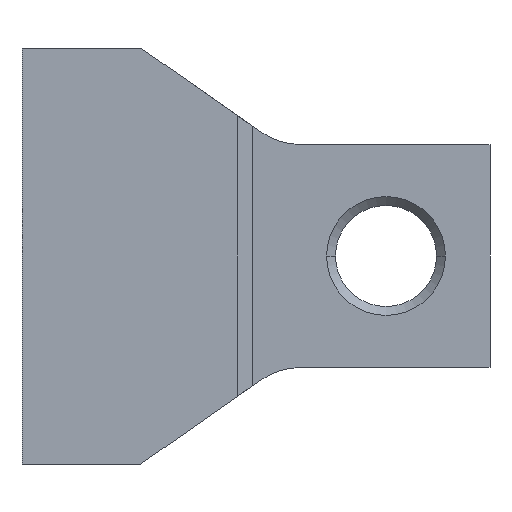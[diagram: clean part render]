
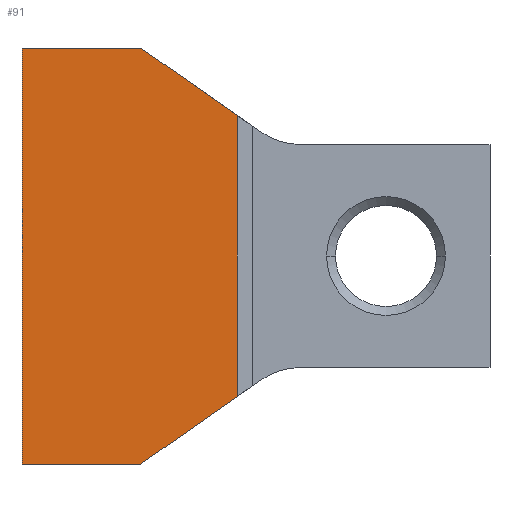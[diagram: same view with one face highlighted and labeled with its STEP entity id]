
A CAD part, front view. The second image highlights one B-rep face of the part: STEP entity #91.
In plain terms, the highlighted planar face has unit normal (0, -1, 0).
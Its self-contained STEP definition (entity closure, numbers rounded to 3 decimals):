
#91=ADVANCED_FACE('NONE',(#199),#200,.F.);
#199=FACE_OUTER_BOUND('',#326,.T.);
#200=PLANE('',#327);
#326=EDGE_LOOP('',(#533,#534,#535,#536,#537,#538));
#327=AXIS2_PLACEMENT_3D('',#539,#540,#541);
#533=ORIENTED_EDGE('',*,*,#830,.T.);
#534=ORIENTED_EDGE('',*,*,#831,.F.);
#535=ORIENTED_EDGE('',*,*,#832,.T.);
#536=ORIENTED_EDGE('',*,*,#833,.T.);
#537=ORIENTED_EDGE('',*,*,#834,.T.);
#538=ORIENTED_EDGE('',*,*,#835,.F.);
#539=CARTESIAN_POINT('',(0.0,0.0,14.0));
#540=DIRECTION('',(0.,1.0,0.));
#541=DIRECTION('',(1.0,0.0,0.));
#830=EDGE_CURVE('NONE',#1012,#1013,#1014,.T.);
#831=EDGE_CURVE('NONE',#1015,#1013,#1016,.T.);
#832=EDGE_CURVE('NONE',#1015,#1017,#1018,.T.);
#833=EDGE_CURVE('NONE',#1017,#1019,#1020,.T.);
#834=EDGE_CURVE('NONE',#1019,#1021,#1022,.T.);
#835=EDGE_CURVE('NONE',#1012,#1021,#1023,.T.);
#1012=VERTEX_POINT('NONE',#1257);
#1013=VERTEX_POINT('NONE',#1258);
#1014=LINE('',#1259,#1260);
#1015=VERTEX_POINT('NONE',#1261);
#1016=LINE('',#1262,#1263);
#1017=VERTEX_POINT('NONE',#1264);
#1018=LINE('',#1265,#1266);
#1019=VERTEX_POINT('NONE',#1267);
#1020=LINE('',#1268,#1269);
#1021=VERTEX_POINT('NONE',#1270);
#1022=LINE('',#1271,#1272);
#1023=LINE('',#1273,#1274);
#1257=CARTESIAN_POINT('',(14.5,0.0,9.449));
#1258=CARTESIAN_POINT('',(8.0,0.0,14.0));
#1259=CARTESIAN_POINT('',(8.0,0.0,14.0));
#1260=VECTOR('',#1488,1000.0);
#1261=CARTESIAN_POINT('',(0.0,0.0,14.0));
#1262=CARTESIAN_POINT('',(0.0,0.0,14.0));
#1263=VECTOR('',#1489,1000.0);
#1264=CARTESIAN_POINT('',(0.0,0.0,-14.0));
#1265=CARTESIAN_POINT('',(0.0,0.0,14.0));
#1266=VECTOR('',#1490,1000.0);
#1267=CARTESIAN_POINT('',(8.0,0.,-14.0));
#1268=CARTESIAN_POINT('',(0.0,0.0,-14.0));
#1269=VECTOR('',#1491,1000.0);
#1270=CARTESIAN_POINT('',(14.5,0.0,-9.449));
#1271=CARTESIAN_POINT('',(8.0,0.0,-14.0));
#1272=VECTOR('',#1492,1000.0);
#1273=CARTESIAN_POINT('',(14.5,0.,14.0));
#1274=VECTOR('',#1493,1000.0);
#1488=DIRECTION('',(-0.819,-0.0,0.574));
#1489=DIRECTION('',(1.0,0.,0.0));
#1490=DIRECTION('',(-0.0,-0.0,-1.0));
#1491=DIRECTION('',(1.0,0.,0.0));
#1492=DIRECTION('',(0.819,0.0,0.574));
#1493=DIRECTION('',(-0.0,-0.0,-1.0));
